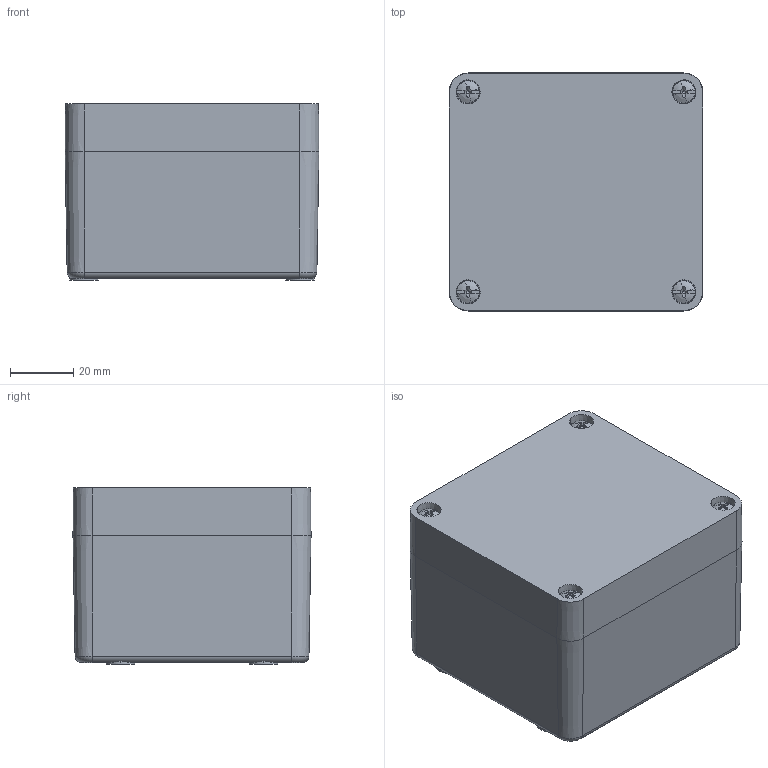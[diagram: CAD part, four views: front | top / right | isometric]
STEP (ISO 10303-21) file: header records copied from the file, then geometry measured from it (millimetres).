
FILE_DESCRIPTION(('CATIA V5R24 STEP','CAx-IF Rec.Pracs.--- Model Styling and Organization---1.2---2011-12-15'),'2;1');
FILE_NAME ('010901-5_1', '2018-04-24T08:00:29+00:00', ('Weidmueller Interface'), ('Weidmueller'), 'CATIA Version 5-6 Release 2014 SP4 HF52', 'CATIA V5 STEP AP214', 'none');
FILE_SCHEMA(('AUTOMOTIVE_DESIGN { 1 0 10303 214 1 1 1 1 }'));
Length unit declared in the file: millimetre
Products named in the file (1): KLIPPON_POK_080806
Bounding box: 80 x 75 x 55.5 mm (x, y, z)
Volume: 131666.7 mm3; surface area: 63488.5 mm2
Topology: 7 solids, 7 shells, 596 faces, 1412 edges, 830 vertices
Faces by surface type: plane 226, cone 180, cylinder 114, torus 52, sphere 24
Entity records: 16890 total; most frequent: CARTESIAN_POINT 4288, ORIENTED_EDGE 2760, DIRECTION 2126, EDGE_CURVE 1380, AXIS2_PLACEMENT_3D 1062, VERTEX_POINT 830, EDGE_LOOP 646, ADVANCED_FACE 596
